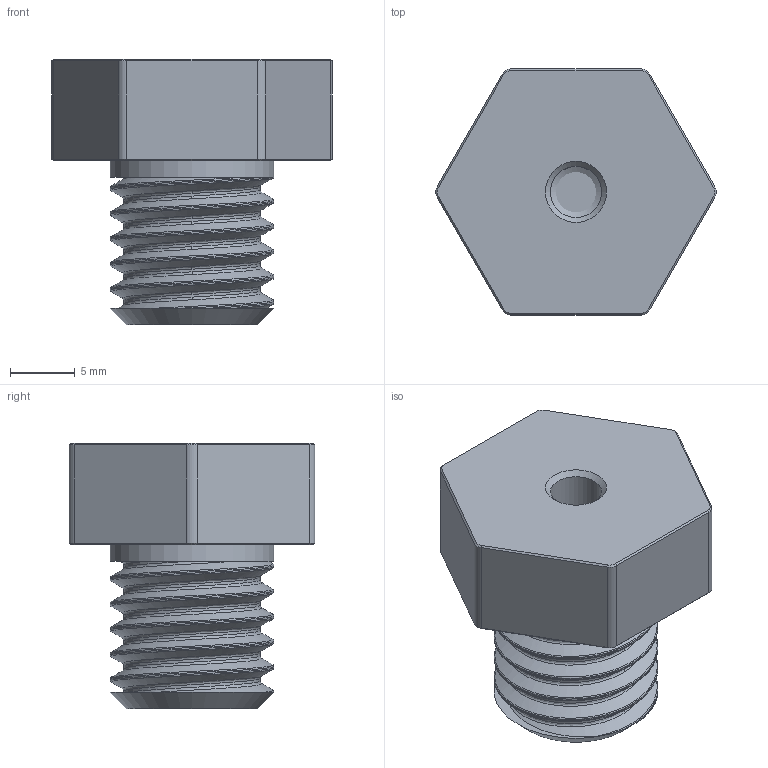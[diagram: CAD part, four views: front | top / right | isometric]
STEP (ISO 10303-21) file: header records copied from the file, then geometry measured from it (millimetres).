
FILE_DESCRIPTION(/* description */ (''),/* implementation_level */ '2;1');
FILE_NAME(/* name */ 'MHT150.stp',/* time_stamp */ '2025-05-14T17:57:41-04:00',/* author */ ('cthayer'),/* organization */ ('CONNECTION TECHNOLOGY CENTER'),/* preprocessor_version */ 'ST-DEVELOPER v20',/* originating_system */ 'Autodesk Inventor 2025',/* authorisation */ '');
FILE_SCHEMA (('AUTOMOTIVE_DESIGN { 1 0 10303 214 3 1 1 }'));
Length unit declared in the file: inch
Products named in the file (1): OutputFile
Bounding box: 21.75 x 19.05 x 20.57 mm (x, y, z)
Volume: 3711.4 mm3; surface area: 2614.2 mm2
Topology: 2 solids, 2 shells, 69 faces, 161 edges, 99 vertices
Faces by surface type: plane 25, cylinder 23, cone 15, bspline 6
Full cylindrical faces by diameter (mm): 3.962 x1, 10.585 x6, 12.7 x6
Entity records: 4726 total; most frequent: CARTESIAN_POINT 3180, ORIENTED_EDGE 320, DIRECTION 288, EDGE_CURVE 160, AXIS2_PLACEMENT_3D 105, VERTEX_POINT 99, LINE 78, VECTOR 78
